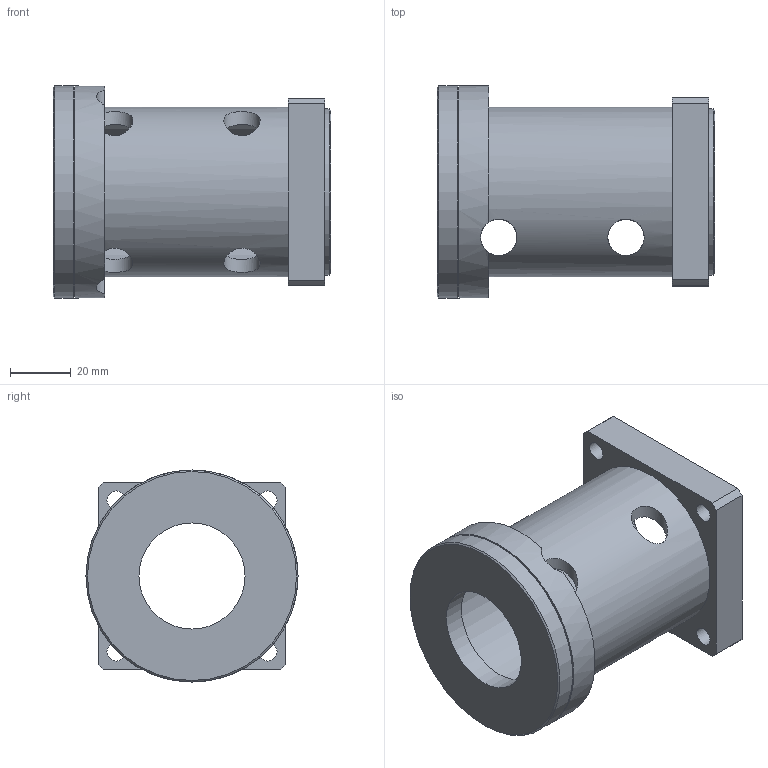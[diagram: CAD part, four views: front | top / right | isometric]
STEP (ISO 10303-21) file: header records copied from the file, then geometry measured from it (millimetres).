
FILE_DESCRIPTION(/* description */ (''),/* implementation_level */ '2;1');
FILE_NAME(/* name */ 'VK CTJ145 50 GESM1924.stp',/* time_stamp */ '2015-08-31T09:06:31+01:00',/* author */ ('Hypex'),/* organization */ ('Hypex'),/* preprocessor_version */ 'ST-DEVELOPER v15.2',/* originating_system */ 'Autodesk Inventor 2014',/* authorisation */ '');
FILE_SCHEMA (('AUTOMOTIVE_DESIGN { 1 0 10303 214 3 1 1 }'));
Length unit declared in the file: millimetre
Products named in the file (1): VK CTJ145 50 GESM1924
Bounding box: 91.5 x 70 x 70 mm (x, y, z)
Volume: 103332.1 mm3; surface area: 41479.1 mm2
Topology: 1 solids, 2 shells, 52 faces, 120 edges, 80 vertices
Faces by surface type: cylinder 26, plane 20, cone 6
Full cylindrical faces by diameter (mm): 3.242 x4, 6.2 x4, 12 x4, 35 x1, 45 x1, 46 x1, 48 x1, 50 x2, 55 x1, 56 x1, 70 x2
Entity records: 1665 total; most frequent: CARTESIAN_POINT 513, DIRECTION 230, ORIENTED_EDGE 164, EDGE_LOOP 108, AXIS2_PLACEMENT_3D 105, EDGE_CURVE 82, VERTEX_POINT 70, FACE_BOUND 66
